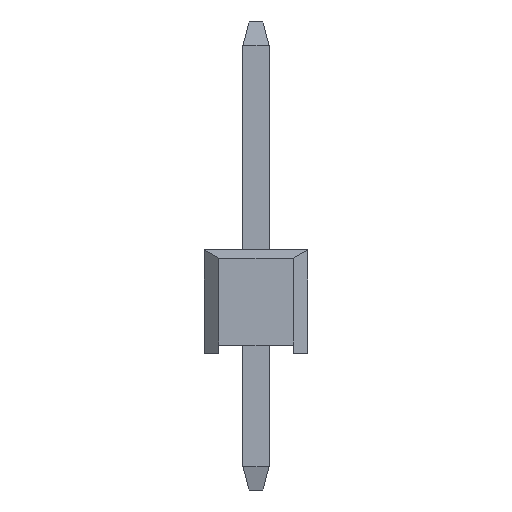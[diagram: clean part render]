
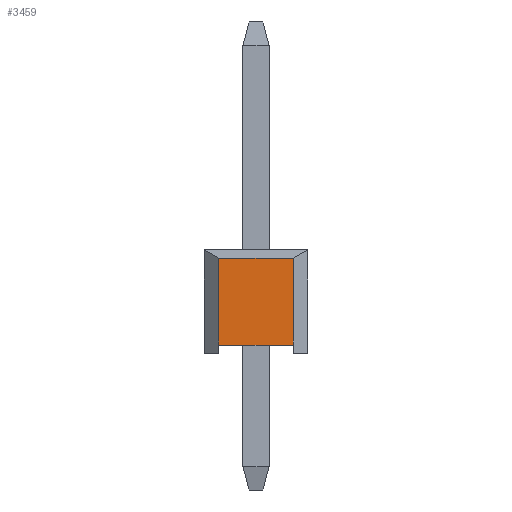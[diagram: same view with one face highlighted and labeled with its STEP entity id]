
A CAD part, left-side view. The second image highlights one B-rep face of the part: STEP entity #3459.
In plain terms, the highlighted planar face has unit normal (-1, 0, 0).
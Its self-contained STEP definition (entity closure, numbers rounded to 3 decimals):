
#656=DIRECTION('',(0.,1.,0.));
#657=VECTOR('',#656,1.8);
#658=CARTESIAN_POINT('',(-6.35,-0.9,0.2));
#659=LINE('',#658,#657);
#660=DIRECTION('',(0.,-1.,0.));
#661=VECTOR('',#660,1.8);
#662=CARTESIAN_POINT('',(-6.35,0.9,2.3));
#663=LINE('',#662,#661);
#664=DIRECTION('',(0.,0.,-1.));
#665=VECTOR('',#664,2.1);
#666=CARTESIAN_POINT('',(-6.35,-0.9,2.3));
#667=LINE('',#666,#665);
#668=DIRECTION('',(0.,0.,-1.));
#669=VECTOR('',#668,2.1);
#670=CARTESIAN_POINT('',(-6.35,0.9,2.3));
#671=LINE('',#670,#669);
#1830=CARTESIAN_POINT('',(-6.35,0.9,0.2));
#1831=VERTEX_POINT('',#1830);
#1832=CARTESIAN_POINT('',(-6.35,-0.9,0.2));
#1833=VERTEX_POINT('',#1832);
#2084=CARTESIAN_POINT('',(-6.35,0.9,2.3));
#2085=CARTESIAN_POINT('',(-6.35,-0.9,2.3));
#2086=VERTEX_POINT('',#2084);
#2087=VERTEX_POINT('',#2085);
#3446=CARTESIAN_POINT('',(-6.35,0.,0.));
#3447=DIRECTION('',(1.,0.,0.));
#3448=DIRECTION('',(0.,1.,0.));
#3449=AXIS2_PLACEMENT_3D('',#3446,#3447,#3448);
#3450=PLANE('',#3449);
#3451=ORIENTED_EDGE('',*,*,#2571,.T.);
#3453=ORIENTED_EDGE('',*,*,#3452,.F.);
#3454=ORIENTED_EDGE('',*,*,#3429,.T.);
#3456=ORIENTED_EDGE('',*,*,#3455,.T.);
#3457=EDGE_LOOP('',(#3451,#3453,#3454,#3456));
#3458=FACE_OUTER_BOUND('',#3457,.F.);
#2571=EDGE_CURVE('',#1833,#1831,#659,.T.);
#3429=EDGE_CURVE('',#2086,#2087,#663,.T.);
#3452=EDGE_CURVE('',#2086,#1831,#671,.T.);
#3455=EDGE_CURVE('',#2087,#1833,#667,.T.);
#3459=ADVANCED_FACE('',(#3458),#3450,.F.);
